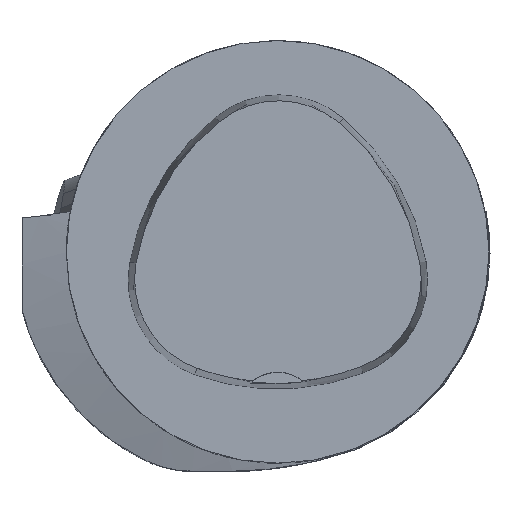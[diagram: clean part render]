
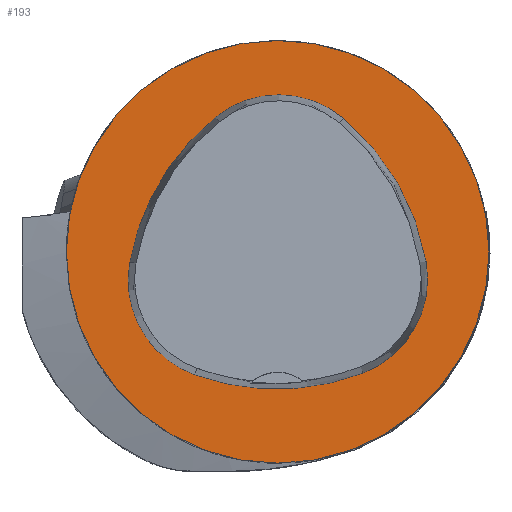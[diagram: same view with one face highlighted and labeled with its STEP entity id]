
A CAD part, top view. The second image highlights one B-rep face of the part: STEP entity #193.
In plain terms, the highlighted planar face has unit normal (0, 0, 1).
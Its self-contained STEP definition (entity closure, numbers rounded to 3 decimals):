
#86=FACE_BOUND('',#428,.T.);
#87=FACE_BOUND('',#429,.T.);
#193=ADVANCED_FACE('',(#86,#87),#268,.T.);
#268=PLANE('',#1824);
#428=EDGE_LOOP('',(#708,#709,#710,#711,#712,#713));
#429=EDGE_LOOP('',(#714));
#508=CIRCLE('',#1796,31.5);
#509=CIRCLE('',#1802,36.);
#511=CIRCLE('',#1805,15.);
#513=CIRCLE('',#1808,36.);
#515=CIRCLE('',#1811,15.);
#519=CIRCLE('',#1816,36.);
#521=CIRCLE('',#1819,15.);
#708=ORIENTED_EDGE('',*,*,#1275,.T.);
#709=ORIENTED_EDGE('',*,*,#1255,.T.);
#710=ORIENTED_EDGE('',*,*,#1259,.T.);
#711=ORIENTED_EDGE('',*,*,#1262,.T.);
#712=ORIENTED_EDGE('',*,*,#1265,.T.);
#713=ORIENTED_EDGE('',*,*,#1273,.T.);
#714=ORIENTED_EDGE('',*,*,#1246,.F.);
#1072=VERTEX_POINT('',#2712);
#1081=VERTEX_POINT('',#2731);
#1082=VERTEX_POINT('',#2732);
#1085=VERTEX_POINT('',#2740);
#1087=VERTEX_POINT('',#2746);
#1089=VERTEX_POINT('',#2752);
#1096=VERTEX_POINT('',#2773);
#1246=EDGE_CURVE('',#1072,#1072,#508,.T.);
#1255=EDGE_CURVE('',#1081,#1082,#509,.T.);
#1259=EDGE_CURVE('',#1082,#1085,#511,.T.);
#1262=EDGE_CURVE('',#1085,#1087,#513,.T.);
#1265=EDGE_CURVE('',#1087,#1089,#515,.T.);
#1273=EDGE_CURVE('',#1089,#1096,#519,.T.);
#1275=EDGE_CURVE('',#1096,#1081,#521,.T.);
#1796=AXIS2_PLACEMENT_3D('',#2711,#2070,#2071);
#1802=AXIS2_PLACEMENT_3D('',#2730,#2086,#2087);
#1805=AXIS2_PLACEMENT_3D('',#2739,#2094,#2095);
#1808=AXIS2_PLACEMENT_3D('',#2745,#2101,#2102);
#1811=AXIS2_PLACEMENT_3D('',#2751,#2108,#2109);
#1816=AXIS2_PLACEMENT_3D('',#2774,#2120,#2121);
#1819=AXIS2_PLACEMENT_3D('',#2777,#2126,#2127);
#1824=AXIS2_PLACEMENT_3D('',#2782,#2136,#2137);
#2070=DIRECTION('',(0.,0.,-1.));
#2071=DIRECTION('',(-1.,0.,0.));
#2086=DIRECTION('',(0.,0.,-1.));
#2087=DIRECTION('',(-1.,0.,0.));
#2094=DIRECTION('',(0.,0.,-1.));
#2095=DIRECTION('',(-1.,0.,0.));
#2101=DIRECTION('',(0.,0.,-1.));
#2102=DIRECTION('',(-1.,0.,0.));
#2108=DIRECTION('',(0.,0.,-1.));
#2109=DIRECTION('',(-1.,0.,0.));
#2120=DIRECTION('',(0.,0.,-1.));
#2121=DIRECTION('',(-1.,0.,0.));
#2126=DIRECTION('',(0.,0.,-1.));
#2127=DIRECTION('',(-1.,0.,0.));
#2136=DIRECTION('',(0.,0.,1.));
#2137=DIRECTION('',(1.,0.,0.));
#2711=CARTESIAN_POINT('',(0.,0.,0.));
#2712=CARTESIAN_POINT('',(-31.5,0.,0.));
#2730=CARTESIAN_POINT('',(13.398,-7.893,0.));
#2731=CARTESIAN_POINT('',(-22.041,-1.562,0.));
#2732=CARTESIAN_POINT('',(-9.317,20.036,0.));
#2739=CARTESIAN_POINT('',(0.148,8.399,0.));
#2740=CARTESIAN_POINT('',(9.779,19.898,0.));
#2745=CARTESIAN_POINT('',(-13.337,-7.7,0.));
#2746=CARTESIAN_POINT('',(22.122,-1.48,0.));
#2751=CARTESIAN_POINT('',(7.347,-4.071,0.));
#2752=CARTESIAN_POINT('',(12.693,-18.087,0.));
#2773=CARTESIAN_POINT('',(-12.373,-18.307,0.));
#2774=CARTESIAN_POINT('',(-0.137,15.55,0.));
#2777=CARTESIAN_POINT('',(-7.275,-4.2,0.));
#2782=CARTESIAN_POINT('',(0.,0.,0.));
